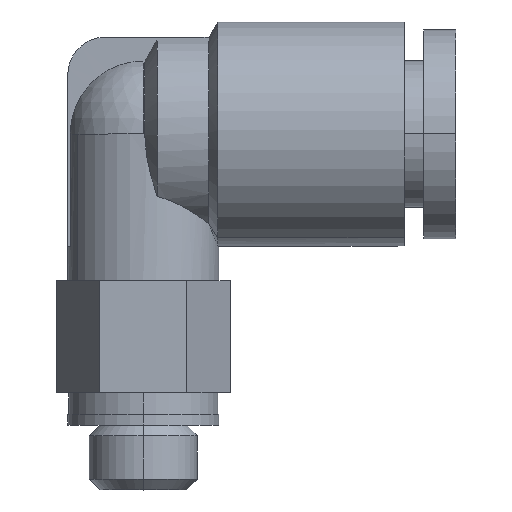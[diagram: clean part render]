
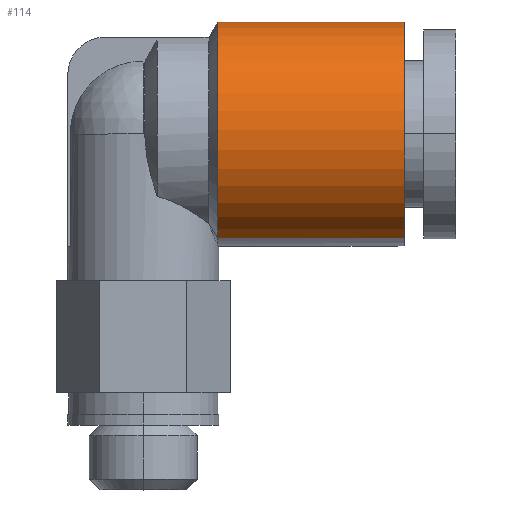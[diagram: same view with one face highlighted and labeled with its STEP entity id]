
A CAD part, top view. The second image highlights one B-rep face of the part: STEP entity #114.
In plain terms, the highlighted cylindrical face has radius 5.2 mm (diameter 10.4 mm), a partial arc.
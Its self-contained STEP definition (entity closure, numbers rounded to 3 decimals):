
#114=ADVANCED_FACE('',(#171),#521,.T.);
#171=FACE_OUTER_BOUND('',#234,.F.);
#234=EDGE_LOOP('',(#476,#477,#478,#479));
#476=ORIENTED_EDGE('',*,*,#642,.T.);
#477=ORIENTED_EDGE('',*,*,#716,.T.);
#478=ORIENTED_EDGE('',*,*,#616,.F.);
#479=ORIENTED_EDGE('',*,*,#717,.T.);
#521=CYLINDRICAL_SURFACE('',#1076,5.2);
#550=CIRCLE('',#971,5.2);
#566=CIRCLE('',#987,5.2);
#616=EDGE_CURVE('',#922,#924,#550,.T.);
#642=EDGE_CURVE('',#902,#903,#566,.T.);
#716=EDGE_CURVE('',#903,#924,#777,.T.);
#717=EDGE_CURVE('',#922,#902,#778,.T.);
#777=LINE('',#1664,#838);
#778=LINE('',#1665,#839);
#838=VECTOR('',#1239,8.65);
#839=VECTOR('',#1240,8.65);
#902=VERTEX_POINT('',#1423);
#903=VERTEX_POINT('',#1424);
#922=VERTEX_POINT('',#1443);
#924=VERTEX_POINT('',#1445);
#971=AXIS2_PLACEMENT_3D('',#1502,#1098,#1099);
#987=AXIS2_PLACEMENT_3D('',#1577,#1131,#1132);
#1076=AXIS2_PLACEMENT_3D('',#1735,#1363,#1364);
#1098=DIRECTION('',(1.,0.,0.));
#1099=DIRECTION('',(0.,0.,-1.));
#1131=DIRECTION('',(1.,0.,0.));
#1132=DIRECTION('',(0.,0.,-1.));
#1239=DIRECTION('',(-1.,0.,0.));
#1240=DIRECTION('',(1.,0.,0.));
#1363=DIRECTION('',(-1.,0.,0.));
#1364=DIRECTION('',(0.,-0.954,0.301));
#1423=CARTESIAN_POINT('',(12.1,13.5,-5.2));
#1424=CARTESIAN_POINT('',(12.1,8.697,1.992));
#1443=CARTESIAN_POINT('',(3.45,13.5,-5.2));
#1445=CARTESIAN_POINT('',(3.45,8.697,1.992));
#1502=CARTESIAN_POINT('',(3.45,13.5,0.));
#1577=CARTESIAN_POINT('',(12.1,13.5,0.));
#1664=CARTESIAN_POINT('',(12.1,8.697,1.992));
#1665=CARTESIAN_POINT('',(3.45,13.5,-5.2));
#1735=CARTESIAN_POINT('',(3.017,13.5,0.));
